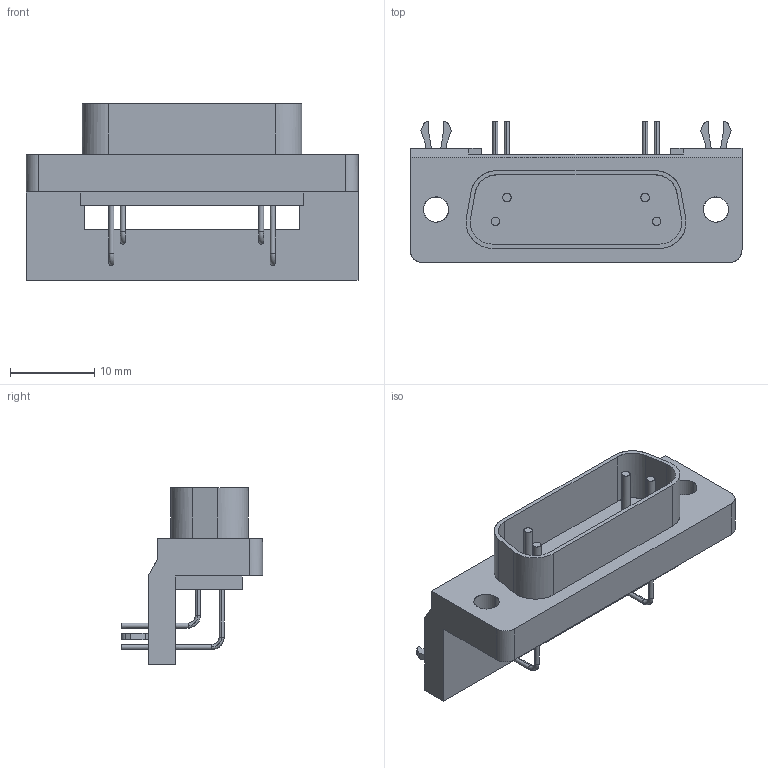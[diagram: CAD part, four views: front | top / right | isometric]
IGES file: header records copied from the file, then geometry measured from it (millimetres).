
Global section: file name: 0965_Dsub-S_male_angled_15-pins_2_54_board_lock.igs; preprocessor: I-DEAS 3D IGES Translator 10; date: 20050822.134838; units: millimetre
Bounding box: 39.5 x 16.8 x 21 mm (x, y, z)
Surface area: 3470.3 mm2 (no closed solid volume)
Topology: 0 solids, 0 shells, 128 faces, 666 edges, 666 vertices
Faces by surface type: bspline 128
